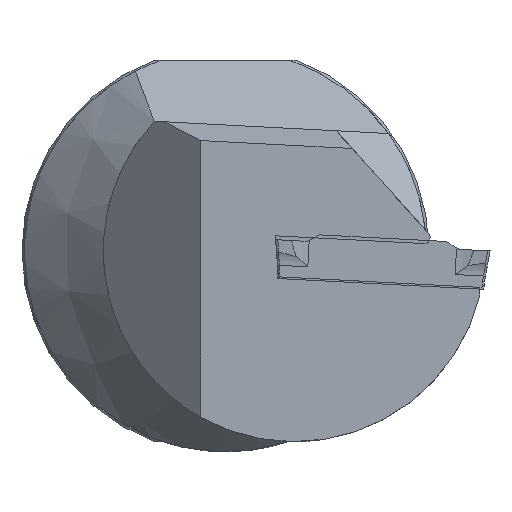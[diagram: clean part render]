
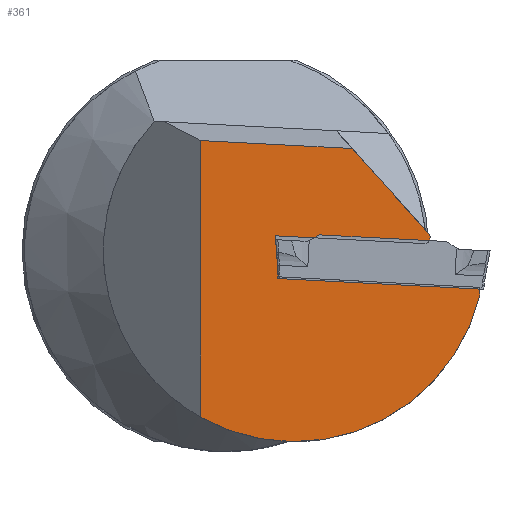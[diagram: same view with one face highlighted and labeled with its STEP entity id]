
A CAD part, left-side view. The second image highlights one B-rep face of the part: STEP entity #361.
In plain terms, the highlighted planar face has unit normal (-1, 0, 0).
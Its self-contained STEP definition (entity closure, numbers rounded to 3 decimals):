
#125=PLANE('',#1418);
#162=LINE('',#2014,#261);
#163=LINE('',#2017,#262);
#164=LINE('',#2019,#263);
#165=LINE('',#2023,#264);
#166=LINE('',#2025,#265);
#167=LINE('',#2027,#266);
#168=LINE('',#2031,#267);
#261=VECTOR('',#1576,1.);
#262=VECTOR('',#1577,1.);
#263=VECTOR('',#1578,1.);
#264=VECTOR('',#1581,1.);
#265=VECTOR('',#1582,1.);
#266=VECTOR('',#1583,1.);
#267=VECTOR('',#1586,1.);
#361=ADVANCED_FACE('',(#446),#125,.T.);
#446=FACE_OUTER_BOUND('',#523,.T.);
#523=EDGE_LOOP('',(#629,#630,#631,#632,#633,#634,#635,#636,#637));
#629=ORIENTED_EDGE('',*,*,#1168,.F.);
#630=ORIENTED_EDGE('',*,*,#1169,.F.);
#631=ORIENTED_EDGE('',*,*,#1170,.F.);
#632=ORIENTED_EDGE('',*,*,#1171,.F.);
#633=ORIENTED_EDGE('',*,*,#1172,.F.);
#634=ORIENTED_EDGE('',*,*,#1173,.F.);
#635=ORIENTED_EDGE('',*,*,#1174,.T.);
#636=ORIENTED_EDGE('',*,*,#1175,.T.);
#637=ORIENTED_EDGE('',*,*,#1176,.F.);
#1037=VERTEX_POINT('',#2015);
#1038=VERTEX_POINT('',#2016);
#1039=VERTEX_POINT('',#2018);
#1040=VERTEX_POINT('',#2020);
#1041=VERTEX_POINT('',#2022);
#1042=VERTEX_POINT('',#2024);
#1043=VERTEX_POINT('',#2026);
#1044=VERTEX_POINT('',#2028);
#1045=VERTEX_POINT('',#2030);
#1168=EDGE_CURVE('',#1037,#1038,#162,.T.);
#1169=EDGE_CURVE('',#1039,#1037,#163,.T.);
#1170=EDGE_CURVE('',#1040,#1039,#164,.T.);
#1171=EDGE_CURVE('',#1041,#1040,#1370,.T.);
#1172=EDGE_CURVE('',#1042,#1041,#165,.T.);
#1173=EDGE_CURVE('',#1043,#1042,#166,.T.);
#1174=EDGE_CURVE('',#1043,#1044,#167,.T.);
#1175=EDGE_CURVE('',#1044,#1045,#1371,.T.);
#1176=EDGE_CURVE('',#1038,#1045,#168,.T.);
#1370=CIRCLE('',#1416,0.6);
#1371=CIRCLE('',#1417,18.75);
#1416=AXIS2_PLACEMENT_3D('',#2021,#1579,#1580);
#1417=AXIS2_PLACEMENT_3D('',#2029,#1584,#1585);
#1418=AXIS2_PLACEMENT_3D('',#2032,#1587,#1588);
#1576=DIRECTION('',(0.,-0.999,-0.052));
#1577=DIRECTION('',(0.,-0.07,-0.998));
#1578=DIRECTION('',(0.,0.999,0.052));
#1579=DIRECTION('',(1.,0.,0.));
#1580=DIRECTION('',(0.,0.,1.));
#1581=DIRECTION('',(0.,-0.669,-0.743));
#1582=DIRECTION('',(0.,-0.999,-0.052));
#1583=DIRECTION('',(0.,0.,-1.));
#1584=DIRECTION('',(-1.,0.,0.));
#1585=DIRECTION('',(0.,0.,1.));
#1586=DIRECTION('',(0.,0.052,-0.999));
#1587=DIRECTION('',(-1.,0.,0.));
#1588=DIRECTION('',(0.,0.,1.));
#2014=CARTESIAN_POINT('',(0.45,27.543,-0.829));
#2015=CARTESIAN_POINT('',(0.45,-5.184,-2.544));
#2016=CARTESIAN_POINT('',(0.45,-25.011,-3.583));
#2017=CARTESIAN_POINT('',(0.45,-4.848,2.262));
#2018=CARTESIAN_POINT('',(0.45,-4.902,1.486));
#2019=CARTESIAN_POINT('',(0.45,27.334,3.176));
#2020=CARTESIAN_POINT('',(0.45,-19.486,0.722));
#2021=CARTESIAN_POINT('',(0.45,-19.517,1.321));
#2022=CARTESIAN_POINT('',(0.45,-19.963,1.723));
#2023=CARTESIAN_POINT('',(0.45,0.431,24.373));
#2024=CARTESIAN_POINT('',(0.45,-12.449,10.068));
#2025=CARTESIAN_POINT('',(0.45,26.864,12.128));
#2026=CARTESIAN_POINT('',(0.45,2.45,10.848));
#2027=CARTESIAN_POINT('',(0.45,2.45,0.));
#2028=CARTESIAN_POINT('',(0.45,2.45,-16.338));
#2029=CARTESIAN_POINT('',(0.45,-6.75,0.));
#2030=CARTESIAN_POINT('',(0.45,-24.966,-4.443));
#2031=CARTESIAN_POINT('',(0.45,-25.055,-2.754));
#2032=CARTESIAN_POINT('',(0.45,27.5,0.));
